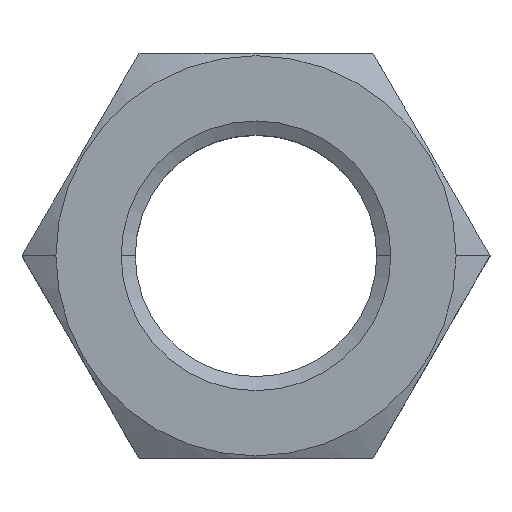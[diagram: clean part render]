
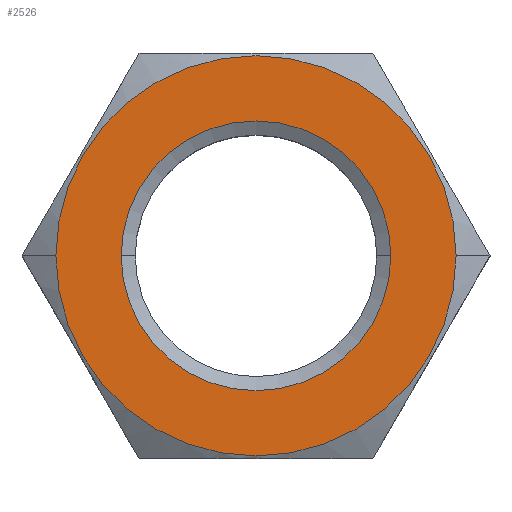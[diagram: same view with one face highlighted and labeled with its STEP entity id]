
A CAD part, top view. The second image highlights one B-rep face of the part: STEP entity #2526.
In plain terms, the highlighted planar face has unit normal (0, 0, 1).
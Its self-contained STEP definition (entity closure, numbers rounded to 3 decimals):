
#8 = FACE_BOUND ( 'NONE', #701, .T. ) ;
#65 = AXIS2_PLACEMENT_3D ( 'NONE', #1360, #1342, #1351 ) ;
#287 = EDGE_LOOP ( 'NONE', ( #2070, #307 ) ) ;
#307 = ORIENTED_EDGE ( 'NONE', *, *, #947, .F. ) ;
#324 = CARTESIAN_POINT ( 'NONE',  ( -51.962, -30., 0. ) ) ;
#374 = CIRCLE ( 'NONE', #65, 29.625 ) ;
#515 = FACE_OUTER_BOUND ( 'NONE', #287, .T. ) ;
#551 = CARTESIAN_POINT ( 'NONE',  ( -29.625, 0., 0. ) ) ;
#633 = CARTESIAN_POINT ( 'NONE',  ( 0., 0., 0. ) ) ;
#701 = EDGE_LOOP ( 'NONE', ( #1369, #1334 ) ) ;
#753 = DIRECTION ( 'NONE',  ( -1., 0., 0. ) ) ;
#785 = CARTESIAN_POINT ( 'NONE',  ( 19.964, 0., 0. ) ) ;
#786 = DIRECTION ( 'NONE',  ( 0., 0., -1. ) ) ;
#819 = CIRCLE ( 'NONE', #879, 29.625 ) ;
#879 = AXIS2_PLACEMENT_3D ( 'NONE', #1386, #1384, #1362 ) ;
#922 = CARTESIAN_POINT ( 'NONE',  ( 29.625, 0., 0. ) ) ;
#947 = EDGE_CURVE ( 'NONE', #1096, #1546, #819, .T. ) ;
#1096 = VERTEX_POINT ( 'NONE', #922 ) ;
#1113 = CIRCLE ( 'NONE', #1721, 19.964 ) ;
#1232 = EDGE_CURVE ( 'NONE', #1546, #1096, #374, .T. ) ;
#1334 = ORIENTED_EDGE ( 'NONE', *, *, #2216, .T. ) ;
#1342 = DIRECTION ( 'NONE',  ( 0., 0., -1. ) ) ;
#1345 = AXIS2_PLACEMENT_3D ( 'NONE', #1356, #1346, #2012 ) ;
#1346 = DIRECTION ( 'NONE',  ( 0., 0., -1. ) ) ;
#1351 = DIRECTION ( 'NONE',  ( -1., 0., 0. ) ) ;
#1356 = CARTESIAN_POINT ( 'NONE',  ( 0., 0., 0. ) ) ;
#1360 = CARTESIAN_POINT ( 'NONE',  ( 0., 0., 0. ) ) ;
#1362 = DIRECTION ( 'NONE',  ( -1., 0., 0. ) ) ;
#1363 = VERTEX_POINT ( 'NONE', #785 ) ;
#1369 = ORIENTED_EDGE ( 'NONE', *, *, #1864, .T. ) ;
#1384 = DIRECTION ( 'NONE',  ( 0., 0., -1. ) ) ;
#1386 = CARTESIAN_POINT ( 'NONE',  ( 0., 0., 0. ) ) ;
#1546 = VERTEX_POINT ( 'NONE', #551 ) ;
#1615 = AXIS2_PLACEMENT_3D ( 'NONE', #324, #1734, #2869 ) ;
#1721 = AXIS2_PLACEMENT_3D ( 'NONE', #633, #786, #753 ) ;
#1734 = DIRECTION ( 'NONE',  ( 0., 0., -1. ) ) ;
#1833 = VERTEX_POINT ( 'NONE', #2248 ) ;
#1864 = EDGE_CURVE ( 'NONE', #1363, #1833, #2819, .T. ) ;
#2012 = DIRECTION ( 'NONE',  ( -1., 0., 0. ) ) ;
#2070 = ORIENTED_EDGE ( 'NONE', *, *, #1232, .F. ) ;
#2216 = EDGE_CURVE ( 'NONE', #1833, #1363, #1113, .T. ) ;
#2248 = CARTESIAN_POINT ( 'NONE',  ( -19.964, 0., 0. ) ) ;
#2526 = ADVANCED_FACE ( 'NONE', ( #8, #515 ), #2838, .F. ) ;
#2819 = CIRCLE ( 'NONE', #1345, 19.964 ) ;
#2838 = PLANE ( 'NONE',  #1615 ) ;
#2869 = DIRECTION ( 'NONE',  ( -1., 0., 0. ) ) ;
